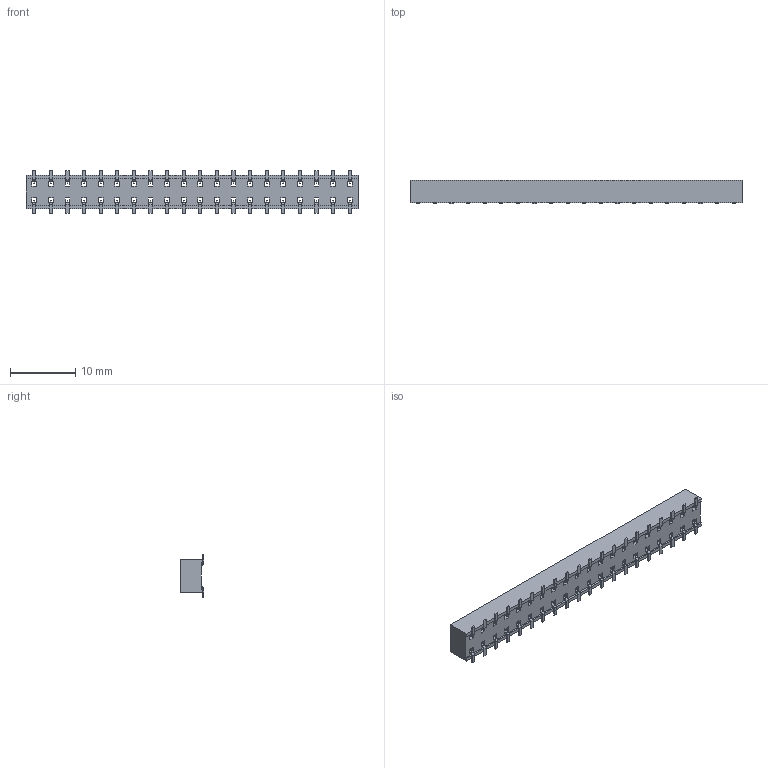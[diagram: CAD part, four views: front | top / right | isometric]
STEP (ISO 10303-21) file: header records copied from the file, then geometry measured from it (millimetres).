
FILE_DESCRIPTION( ( 'STEP AP203' ), '1' );
FILE_NAME( 'HLE-120-02-F-DV-BE.stp', '2020-11-23T18:52:28', ( 'License CC BY-ND 4.0' ), ( 'CADENAS' ), ' ', 'PARTsolutions', ' ' );
FILE_SCHEMA( ( 'CONFIG_CONTROL_DESIGN' ) );
Length unit declared in the file: inch
Products named in the file (3): HLE-120-02-F-DV-BE; _HLE-120-02-DV_socket; _C-132-12-20-DV
Assembly tree (2 placements, depth 2):
  HLE-120-02-F-DV-BE
    _HLE-120-02-DV_socket
    _C-132-12-20-DV
Bounding box: 50.8 x 3.66 x 6.58 mm (x, y, z)
Volume: 1001.7 mm3; surface area: 2497.1 mm2
Topology: 2 solids, 2 shells, 1147 faces, 3212 edges, 2088 vertices
Faces by surface type: plane 1067, cylinder 80
Entity records: 36550 total; most frequent: CARTESIAN_POINT 6450, ORIENTED_EDGE 6424, DIRECTION 5672, EDGE_CURVE 3212, LINE 3052, VECTOR 3052, VERTEX_POINT 2088, EDGE_LOOP 1364
